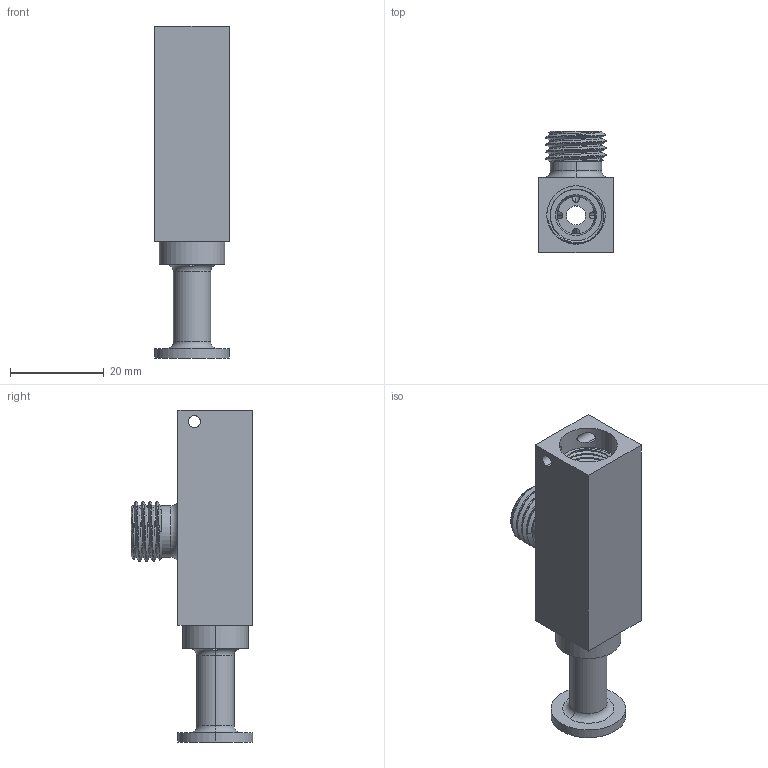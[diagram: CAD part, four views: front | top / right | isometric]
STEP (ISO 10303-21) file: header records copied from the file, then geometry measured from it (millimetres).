
FILE_DESCRIPTION (( 'STEP AP203' ), '1' );
FILE_NAME ('Clapet BP.STEP', '2022-07-23T23:41:22', ( '' ), ( '' ), 'SwSTEP 2.0', 'SolidWorks 2021', '' );
FILE_SCHEMA (( 'CONFIG_CONTROL_DESIGN' ));
Length unit declared in the file: millimetre
Products named in the file (1): Clapet BP
Bounding box: 16 x 26 x 71 mm (x, y, z)
Volume: 10624.3 mm3; surface area: 7291.6 mm2
Topology: 1 solids, 1 shells, 99 faces, 269 edges, 173 vertices
Faces by surface type: cylinder 63, plane 15, cone 9, torus 6, bspline 6
Entity records: 7433 total; most frequent: CARTESIAN_POINT 5099, ORIENTED_EDGE 538, DIRECTION 408, EDGE_CURVE 269, VERTEX_POINT 173, AXIS2_PLACEMENT_3D 163, EDGE_LOOP 116, ADVANCED_FACE 99
